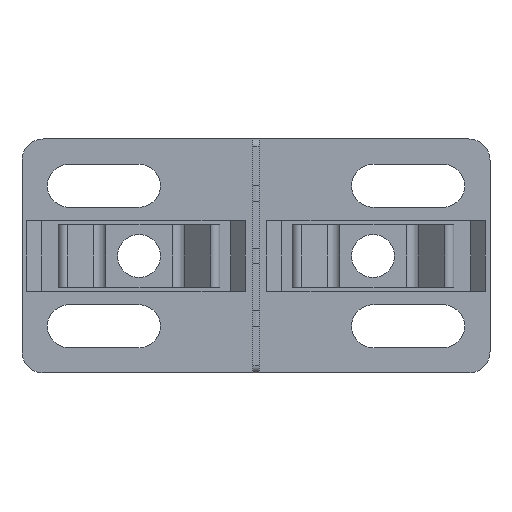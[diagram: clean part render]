
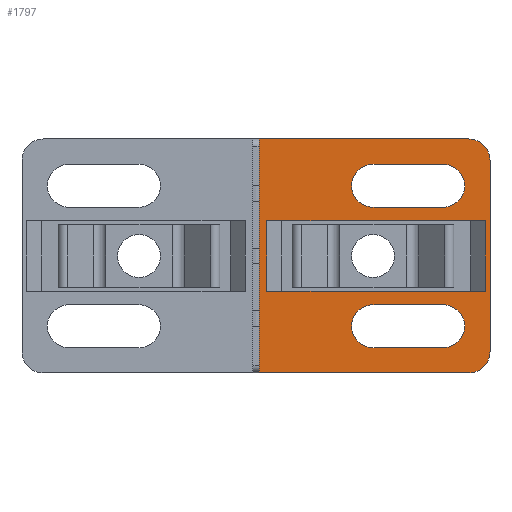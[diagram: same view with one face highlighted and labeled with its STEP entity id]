
A CAD part, front view. The second image highlights one B-rep face of the part: STEP entity #1797.
In plain terms, the highlighted planar face has unit normal (0, -1, 0).
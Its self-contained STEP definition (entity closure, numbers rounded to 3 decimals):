
#583=CARTESIAN_POINT('',(27.25,-7.5,0.0));
#584=VERTEX_POINT('',#583);
#591=CARTESIAN_POINT('',(0.4,-7.5,0.0));
#592=VERTEX_POINT('',#591);
#593=CARTESIAN_POINT('',(0.4,-7.5,0.0));
#594=DIRECTION('',(1.0,0.0,0.0));
#595=VECTOR('',#594,26.85);
#596=LINE('',#593,#595);
#597=EDGE_CURVE('',#592,#584,#596,.T.);
#615=CARTESIAN_POINT('',(30.0,-7.5,2.75));
#616=VERTEX_POINT('',#615);
#623=CARTESIAN_POINT('',(27.25,-7.5,2.75));
#624=DIRECTION('',(0.0,1.0,0.0));
#625=DIRECTION('',(0.707,0.0,-0.707));
#626=AXIS2_PLACEMENT_3D('',#623,#624,#625);
#627=CIRCLE('',#626,2.75);
#628=EDGE_CURVE('',#616,#584,#627,.T.);
#640=CARTESIAN_POINT('',(30.0,-7.5,27.25));
#641=VERTEX_POINT('',#640);
#648=CARTESIAN_POINT('',(30.0,-7.5,2.75));
#649=DIRECTION('',(0.0,0.0,1.0));
#650=VECTOR('',#649,24.5);
#651=LINE('',#648,#650);
#652=EDGE_CURVE('',#616,#641,#651,.T.);
#664=CARTESIAN_POINT('',(27.25,-7.5,30.0));
#665=VERTEX_POINT('',#664);
#672=CARTESIAN_POINT('',(27.25,-7.5,27.25));
#673=DIRECTION('',(0.0,1.0,0.0));
#674=DIRECTION('',(0.707,0.0,0.707));
#675=AXIS2_PLACEMENT_3D('',#672,#673,#674);
#676=CIRCLE('',#675,2.75);
#677=EDGE_CURVE('',#665,#641,#676,.T.);
#1042=CARTESIAN_POINT('',(24.,-7.5,26.75));
#1043=VERTEX_POINT('',#1042);
#1050=CARTESIAN_POINT('',(15.,-7.5,26.75));
#1051=VERTEX_POINT('',#1050);
#1052=CARTESIAN_POINT('',(15.0,-7.5,26.75));
#1053=DIRECTION('',(1.0,0.0,0.0));
#1054=VECTOR('',#1053,9.0);
#1055=LINE('',#1052,#1054);
#1056=EDGE_CURVE('',#1051,#1043,#1055,.T.);
#1074=CARTESIAN_POINT('',(15.,-7.5,21.25));
#1075=VERTEX_POINT('',#1074);
#1076=CARTESIAN_POINT('',(15.,-7.5,24.0));
#1077=DIRECTION('',(0.0,1.0,0.0));
#1078=DIRECTION('',(0.0,0.0,1.0));
#1079=AXIS2_PLACEMENT_3D('',#1076,#1077,#1078);
#1080=CIRCLE('',#1079,2.75);
#1081=EDGE_CURVE('',#1075,#1051,#1080,.T.);
#1099=CARTESIAN_POINT('',(24.,-7.5,21.25));
#1100=VERTEX_POINT('',#1099);
#1101=CARTESIAN_POINT('',(24.,-7.5,21.25));
#1102=DIRECTION('',(-1.0,0.0,0.0));
#1103=VECTOR('',#1102,9.0);
#1104=LINE('',#1101,#1103);
#1105=EDGE_CURVE('',#1100,#1075,#1104,.T.);
#1123=CARTESIAN_POINT('',(24.,-7.5,24.0));
#1124=DIRECTION('',(0.0,1.0,0.0));
#1125=DIRECTION('',(0.0,0.0,-1.0));
#1126=AXIS2_PLACEMENT_3D('',#1123,#1124,#1125);
#1127=CIRCLE('',#1126,2.75);
#1128=EDGE_CURVE('',#1043,#1100,#1127,.T.);
#1152=CARTESIAN_POINT('',(24.,-7.5,8.75));
#1153=VERTEX_POINT('',#1152);
#1160=CARTESIAN_POINT('',(15.,-7.5,8.75));
#1161=VERTEX_POINT('',#1160);
#1162=CARTESIAN_POINT('',(15.0,-7.5,8.75));
#1163=DIRECTION('',(1.0,0.0,0.0));
#1164=VECTOR('',#1163,9.0);
#1165=LINE('',#1162,#1164);
#1166=EDGE_CURVE('',#1161,#1153,#1165,.T.);
#1184=CARTESIAN_POINT('',(15.,-7.5,3.25));
#1185=VERTEX_POINT('',#1184);
#1186=CARTESIAN_POINT('',(15.,-7.5,6.));
#1187=DIRECTION('',(0.0,1.0,0.0));
#1188=DIRECTION('',(0.0,0.0,1.0));
#1189=AXIS2_PLACEMENT_3D('',#1186,#1187,#1188);
#1190=CIRCLE('',#1189,2.75);
#1191=EDGE_CURVE('',#1185,#1161,#1190,.T.);
#1209=CARTESIAN_POINT('',(24.,-7.5,3.25));
#1210=VERTEX_POINT('',#1209);
#1211=CARTESIAN_POINT('',(24.,-7.5,3.25));
#1212=DIRECTION('',(-1.0,0.0,0.0));
#1213=VECTOR('',#1212,9.);
#1214=LINE('',#1211,#1213);
#1215=EDGE_CURVE('',#1210,#1185,#1214,.T.);
#1233=CARTESIAN_POINT('',(24.,-7.5,6.));
#1234=DIRECTION('',(0.0,1.0,0.0));
#1235=DIRECTION('',(0.0,0.0,-1.0));
#1236=AXIS2_PLACEMENT_3D('',#1233,#1234,#1235);
#1237=CIRCLE('',#1236,2.75);
#1238=EDGE_CURVE('',#1153,#1210,#1237,.T.);
#1249=CARTESIAN_POINT('',(1.4,-7.5,19.5));
#1250=VERTEX_POINT('',#1249);
#1267=CARTESIAN_POINT('',(29.4,-7.5,19.5));
#1268=VERTEX_POINT('',#1267);
#1275=CARTESIAN_POINT('',(1.4,-7.5,19.5));
#1276=DIRECTION('',(1.0,0.0,0.0));
#1277=VECTOR('',#1276,28.);
#1278=LINE('',#1275,#1277);
#1279=EDGE_CURVE('',#1250,#1268,#1278,.T.);
#1289=CARTESIAN_POINT('',(29.4,-7.5,10.5));
#1290=VERTEX_POINT('',#1289);
#1299=CARTESIAN_POINT('',(29.4,-7.5,19.5));
#1300=DIRECTION('',(0.0,0.0,-1.0));
#1301=VECTOR('',#1300,9.);
#1302=LINE('',#1299,#1301);
#1303=EDGE_CURVE('',#1268,#1290,#1302,.T.);
#1350=CARTESIAN_POINT('',(1.4,-7.5,10.5));
#1351=VERTEX_POINT('',#1350);
#1360=CARTESIAN_POINT('',(1.4,-7.5,10.5));
#1361=DIRECTION('',(0.0,0.0,1.0));
#1362=VECTOR('',#1361,9.);
#1363=LINE('',#1360,#1362);
#1364=EDGE_CURVE('',#1351,#1250,#1363,.T.);
#1374=CARTESIAN_POINT('',(29.4,-7.5,10.5));
#1375=DIRECTION('',(-1.0,0.0,0.0));
#1376=VECTOR('',#1375,28.0);
#1377=LINE('',#1374,#1376);
#1378=EDGE_CURVE('',#1290,#1351,#1377,.T.);
#1550=CARTESIAN_POINT('',(0.4,-7.5,30.0));
#1551=VERTEX_POINT('',#1550);
#1558=CARTESIAN_POINT('',(27.25,-7.5,30.0));
#1559=DIRECTION('',(-1.0,0.0,0.0));
#1560=VECTOR('',#1559,26.85);
#1561=LINE('',#1558,#1560);
#1562=EDGE_CURVE('',#665,#1551,#1561,.T.);
#1654=CARTESIAN_POINT('',(0.4,-7.5,0.0));
#1655=DIRECTION('',(0.0,0.0,1.0));
#1656=VECTOR('',#1655,30.0);
#1657=LINE('',#1654,#1656);
#1658=EDGE_CURVE('',#592,#1551,#1657,.T.);
#1766=CARTESIAN_POINT('',(30.0,-7.5,0.0));
#1767=DIRECTION('',(0.0,-1.0,0.0));
#1768=DIRECTION('',(0.0,0.0,-1.0));
#1769=AXIS2_PLACEMENT_3D('',#1766,#1767,#1768);
#1770=PLANE('',#1769);
#1771=ORIENTED_EDGE('',*,*,#628,.F.);
#1772=ORIENTED_EDGE('',*,*,#652,.T.);
#1773=ORIENTED_EDGE('',*,*,#677,.F.);
#1774=ORIENTED_EDGE('',*,*,#1562,.T.);
#1775=ORIENTED_EDGE('',*,*,#1658,.F.);
#1776=ORIENTED_EDGE('',*,*,#597,.T.);
#1777=EDGE_LOOP('',(#1771,#1772,#1773,#1774,#1775,#1776));
#1778=FACE_OUTER_BOUND('',#1777,.T.);
#1779=ORIENTED_EDGE('',*,*,#1105,.T.);
#1780=ORIENTED_EDGE('',*,*,#1081,.T.);
#1781=ORIENTED_EDGE('',*,*,#1056,.T.);
#1782=ORIENTED_EDGE('',*,*,#1128,.T.);
#1783=EDGE_LOOP('',(#1779,#1780,#1781,#1782));
#1784=FACE_BOUND('',#1783,.T.);
#1785=ORIENTED_EDGE('',*,*,#1215,.T.);
#1786=ORIENTED_EDGE('',*,*,#1191,.T.);
#1787=ORIENTED_EDGE('',*,*,#1166,.T.);
#1788=ORIENTED_EDGE('',*,*,#1238,.T.);
#1789=EDGE_LOOP('',(#1785,#1786,#1787,#1788));
#1790=FACE_BOUND('',#1789,.T.);
#1791=ORIENTED_EDGE('',*,*,#1279,.T.);
#1792=ORIENTED_EDGE('',*,*,#1303,.T.);
#1793=ORIENTED_EDGE('',*,*,#1378,.T.);
#1794=ORIENTED_EDGE('',*,*,#1364,.T.);
#1795=EDGE_LOOP('',(#1791,#1792,#1793,#1794));
#1796=FACE_BOUND('',#1795,.T.);
#1797=ADVANCED_FACE('',(#1778,#1784,#1790,#1796),#1770,.T.);
